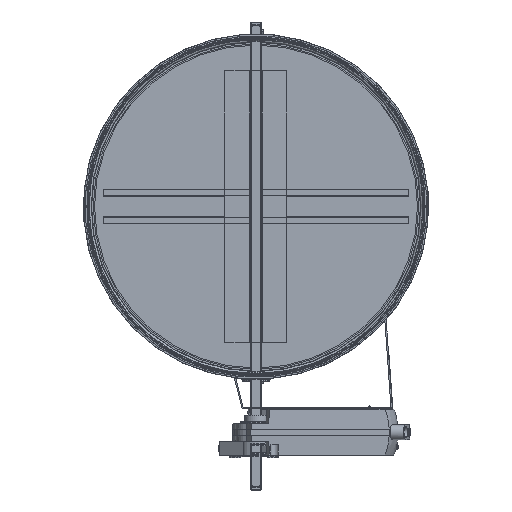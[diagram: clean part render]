
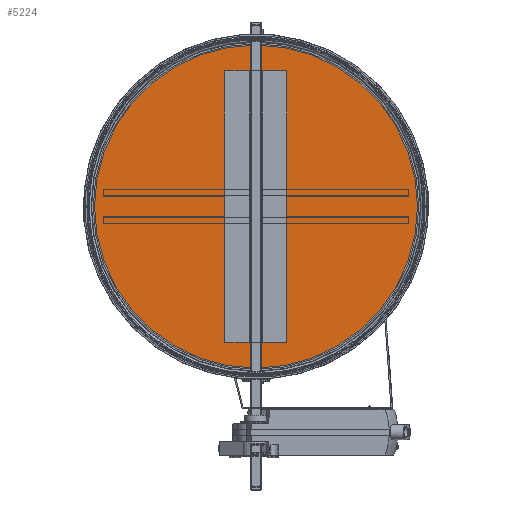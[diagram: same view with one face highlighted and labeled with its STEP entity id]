
A CAD part, front view. The second image highlights one B-rep face of the part: STEP entity #5224.
In plain terms, the highlighted face is planar.
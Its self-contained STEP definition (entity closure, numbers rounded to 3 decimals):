
#5195=CARTESIAN_POINT('',(240.0,0.,0.0));
#5196=VERTEX_POINT('',#5195);
#5197=CARTESIAN_POINT('',(0.0,0.0,0.0));
#5198=DIRECTION('',(0.0,0.0,-1.0));
#5199=DIRECTION('',(-1.0,0.0,0.0));
#5200=AXIS2_PLACEMENT_3D('',#5197,#5198,#5199);
#5201=CIRCLE('',#5200,240.0);
#5202=EDGE_CURVE('',#5196,#5196,#5201,.T.);
#5216=CARTESIAN_POINT('',(0.0,0.0,0.0));
#5217=DIRECTION('',(0.0,0.0,-1.0));
#5218=DIRECTION('',(-1.0,0.0,0.0));
#5219=AXIS2_PLACEMENT_3D('',#5216,#5217,#5218);
#5220=PLANE('',#5219);
#5221=ORIENTED_EDGE('',*,*,#5202,.T.);
#5222=EDGE_LOOP('',(#5221));
#5223=FACE_OUTER_BOUND('',#5222,.T.);
#5224=ADVANCED_FACE('',(#5223),#5220,.T.);
